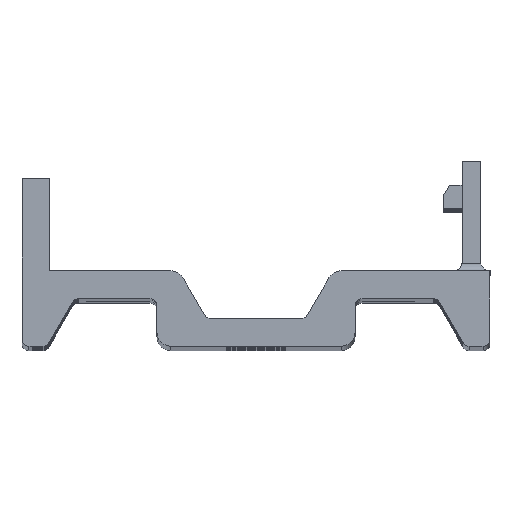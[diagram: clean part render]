
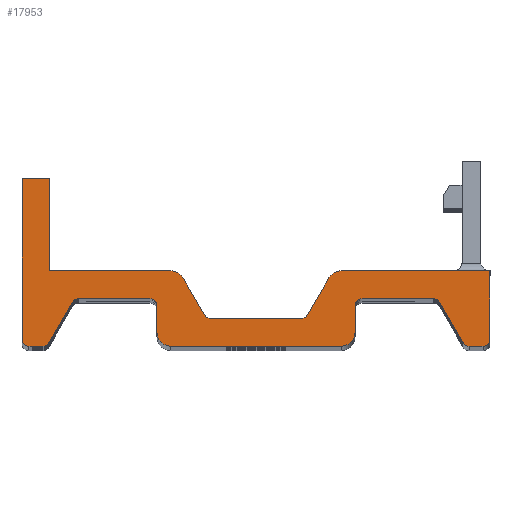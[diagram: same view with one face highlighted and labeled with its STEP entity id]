
A CAD part, top view. The second image highlights one B-rep face of the part: STEP entity #17953.
In plain terms, the highlighted planar face has unit normal (0, 0, 1).
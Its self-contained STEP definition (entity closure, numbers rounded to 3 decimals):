
#69=DIRECTION('',(0.,1.,0.));
#70=VECTOR('',#69,6.6);
#71=CARTESIAN_POINT('',(-14.775,5.4,42.));
#72=LINE('',#71,#70);
#445=DIRECTION('',(1.,0.,0.));
#446=VECTOR('',#445,2.);
#447=CARTESIAN_POINT('',(-16.775,12.,42.));
#448=LINE('',#447,#446);
#453=DIRECTION('',(0.,-1.,0.));
#454=VECTOR('',#453,11.5);
#455=CARTESIAN_POINT('',(-16.775,12.,42.));
#456=LINE('',#455,#454);
#669=CARTESIAN_POINT('',(-16.275,0.5,42.));
#670=DIRECTION('',(0.,0.,-1.));
#671=DIRECTION('',(0.,-1.,0.));
#672=AXIS2_PLACEMENT_3D('',#669,#670,#671);
#687=DIRECTION('',(1.,0.,0.));
#688=VECTOR('',#687,1.);
#689=CARTESIAN_POINT('',(-16.275,0.,42.));
#690=LINE('',#689,#688);
#847=CARTESIAN_POINT('',(-15.275,0.5,42.));
#848=DIRECTION('',(0.,0.,-1.));
#849=DIRECTION('',(0.866,-0.5,0.));
#850=AXIS2_PLACEMENT_3D('',#847,#848,#849);
#865=DIRECTION('',(0.5,0.866,0.));
#866=VECTOR('',#865,3.349);
#867=CARTESIAN_POINT('',(-14.842,0.25,42.));
#868=LINE('',#867,#866);
#873=CARTESIAN_POINT('',(-12.735,2.9,42.));
#874=DIRECTION('',(0.,0.,1.));
#875=DIRECTION('',(0.,1.,0.));
#876=AXIS2_PLACEMENT_3D('',#873,#874,#875);
#891=DIRECTION('',(1.,0.,0.));
#892=VECTOR('',#891,5.135);
#893=CARTESIAN_POINT('',(-12.735,3.4,42.));
#894=LINE('',#893,#892);
#1191=CARTESIAN_POINT('',(-7.6,2.9,42.));
#1192=DIRECTION('',(0.,0.,1.));
#1193=DIRECTION('',(1.,0.,0.));
#1194=AXIS2_PLACEMENT_3D('',#1191,#1192,#1193);
#1204=DIRECTION('',(0.,-1.,0.));
#1205=VECTOR('',#1204,1.9);
#1206=CARTESIAN_POINT('',(-7.1,2.9,42.));
#1207=LINE('',#1206,#1205);
#1220=CARTESIAN_POINT('',(-6.1,1.,42.));
#1221=DIRECTION('',(0.,0.,-1.));
#1222=DIRECTION('',(0.,-1.,0.));
#1223=AXIS2_PLACEMENT_3D('',#1220,#1221,#1222);
#1238=DIRECTION('',(1.,0.,0.));
#1239=VECTOR('',#1238,12.2);
#1240=CARTESIAN_POINT('',(-6.1,0.,42.));
#1241=LINE('',#1240,#1239);
#1428=CARTESIAN_POINT('',(6.1,1.,42.));
#1429=DIRECTION('',(0.,0.,-1.));
#1430=DIRECTION('',(1.,0.,0.));
#1431=AXIS2_PLACEMENT_3D('',#1428,#1429,#1430);
#1446=DIRECTION('',(0.,1.,0.));
#1447=VECTOR('',#1446,1.9);
#1448=CARTESIAN_POINT('',(7.1,1.,42.));
#1449=LINE('',#1448,#1447);
#1462=CARTESIAN_POINT('',(7.6,2.9,42.));
#1463=DIRECTION('',(0.,0.,1.));
#1464=DIRECTION('',(0.,1.,0.));
#1465=AXIS2_PLACEMENT_3D('',#1462,#1463,#1464);
#1475=DIRECTION('',(1.,0.,0.));
#1476=VECTOR('',#1475,5.135);
#1477=CARTESIAN_POINT('',(7.6,3.4,42.));
#1478=LINE('',#1477,#1476);
#1671=CARTESIAN_POINT('',(12.735,2.9,42.));
#1672=DIRECTION('',(0.,0.,-1.));
#1673=DIRECTION('',(0.,1.,0.));
#1674=AXIS2_PLACEMENT_3D('',#1671,#1672,#1673);
#1689=DIRECTION('',(0.5,-0.866,0.));
#1690=VECTOR('',#1689,3.349);
#1691=CARTESIAN_POINT('',(13.168,3.15,42.));
#1692=LINE('',#1691,#1690);
#1697=CARTESIAN_POINT('',(15.275,0.5,42.));
#1698=DIRECTION('',(0.,0.,-1.));
#1699=DIRECTION('',(0.,-1.,0.));
#1700=AXIS2_PLACEMENT_3D('',#1697,#1698,#1699);
#1763=DIRECTION('',(1.,0.,0.));
#1764=VECTOR('',#1763,1.);
#1765=CARTESIAN_POINT('',(15.275,0.,42.));
#1766=LINE('',#1765,#1764);
#1767=CARTESIAN_POINT('',(16.275,0.5,42.));
#1768=DIRECTION('',(0.,0.,-1.));
#1769=DIRECTION('',(1.,0.,0.));
#1770=AXIS2_PLACEMENT_3D('',#1767,#1768,#1769);
#1785=DIRECTION('',(0.,1.,0.));
#1786=VECTOR('',#1785,4.9);
#1787=CARTESIAN_POINT('',(16.775,0.5,42.));
#1788=LINE('',#1787,#1786);
#1789=DIRECTION('',(-1.,0.,0.));
#1790=VECTOR('',#1789,10.675);
#1791=CARTESIAN_POINT('',(16.775,5.4,42.));
#1792=LINE('',#1791,#1790);
#2053=CARTESIAN_POINT('',(6.1,4.4,42.));
#2054=DIRECTION('',(0.,0.,-1.));
#2055=DIRECTION('',(-0.866,0.5,0.));
#2056=AXIS2_PLACEMENT_3D('',#2053,#2054,#2055);
#2119=DIRECTION('',(-0.5,-0.866,0.));
#2120=VECTOR('',#2119,3.06);
#2121=CARTESIAN_POINT('',(5.234,4.9,42.));
#2122=LINE('',#2121,#2120);
#2127=CARTESIAN_POINT('',(3.271,2.5,42.));
#2128=DIRECTION('',(0.,0.,1.));
#2129=DIRECTION('',(0.,-1.,0.));
#2130=AXIS2_PLACEMENT_3D('',#2127,#2128,#2129);
#2145=DIRECTION('',(-1.,0.,0.));
#2146=VECTOR('',#2145,6.542);
#2147=CARTESIAN_POINT('',(3.271,2.,42.));
#2148=LINE('',#2147,#2146);
#2154=CARTESIAN_POINT('',(-3.271,2.5,42.));
#2155=DIRECTION('',(0.,0.,-1.));
#2156=DIRECTION('',(0.,-1.,0.));
#2157=AXIS2_PLACEMENT_3D('',#2154,#2155,#2156);
#2172=DIRECTION('',(-0.5,0.866,0.));
#2173=VECTOR('',#2172,3.06);
#2174=CARTESIAN_POINT('',(-3.704,2.25,42.));
#2175=LINE('',#2174,#2173);
#2180=CARTESIAN_POINT('',(-6.1,4.4,42.));
#2181=DIRECTION('',(0.,0.,-1.));
#2182=DIRECTION('',(0.,1.,0.));
#2183=AXIS2_PLACEMENT_3D('',#2180,#2181,#2182);
#2246=DIRECTION('',(-1.,0.,0.));
#2247=VECTOR('',#2246,8.675);
#2248=CARTESIAN_POINT('',(-6.1,5.4,42.));
#2249=LINE('',#2248,#2247);
#17524=CARTESIAN_POINT('',(-16.775,12.,42.));
#17525=CARTESIAN_POINT('',(-16.775,0.5,42.));
#17526=VERTEX_POINT('',#17524);
#17527=VERTEX_POINT('',#17525);
#17528=CARTESIAN_POINT('',(-16.275,0.,42.));
#17529=CARTESIAN_POINT('',(-15.275,0.,42.));
#17530=VERTEX_POINT('',#17528);
#17531=VERTEX_POINT('',#17529);
#17532=CARTESIAN_POINT('',(-12.735,3.4,42.));
#17533=CARTESIAN_POINT('',(-7.6,3.4,42.));
#17534=VERTEX_POINT('',#17532);
#17535=VERTEX_POINT('',#17533);
#17536=CARTESIAN_POINT('',(-7.1,2.9,42.));
#17537=CARTESIAN_POINT('',(-7.1,1.,42.));
#17538=VERTEX_POINT('',#17536);
#17539=VERTEX_POINT('',#17537);
#17540=CARTESIAN_POINT('',(-6.1,0.,42.));
#17541=CARTESIAN_POINT('',(6.1,0.,42.));
#17542=VERTEX_POINT('',#17540);
#17543=VERTEX_POINT('',#17541);
#17544=CARTESIAN_POINT('',(7.1,1.,42.));
#17545=CARTESIAN_POINT('',(7.1,2.9,42.));
#17546=VERTEX_POINT('',#17544);
#17547=VERTEX_POINT('',#17545);
#17548=CARTESIAN_POINT('',(7.6,3.4,42.));
#17549=CARTESIAN_POINT('',(12.735,3.4,42.));
#17550=VERTEX_POINT('',#17548);
#17551=VERTEX_POINT('',#17549);
#17552=CARTESIAN_POINT('',(15.275,0.,42.));
#17553=CARTESIAN_POINT('',(16.275,0.,42.));
#17554=VERTEX_POINT('',#17552);
#17555=VERTEX_POINT('',#17553);
#17556=CARTESIAN_POINT('',(16.775,0.5,42.));
#17557=CARTESIAN_POINT('',(16.775,5.4,42.));
#17558=VERTEX_POINT('',#17556);
#17559=VERTEX_POINT('',#17557);
#17560=CARTESIAN_POINT('',(6.1,5.4,42.));
#17561=VERTEX_POINT('',#17560);
#17562=CARTESIAN_POINT('',(3.271,2.,42.));
#17563=CARTESIAN_POINT('',(-3.271,2.,42.));
#17564=VERTEX_POINT('',#17562);
#17565=VERTEX_POINT('',#17563);
#17566=CARTESIAN_POINT('',(-6.1,5.4,42.));
#17567=CARTESIAN_POINT('',(-14.775,5.4,42.));
#17568=VERTEX_POINT('',#17566);
#17569=VERTEX_POINT('',#17567);
#17570=CARTESIAN_POINT('',(-14.775,12.,42.));
#17571=VERTEX_POINT('',#17570);
#17572=CARTESIAN_POINT('',(-5.234,4.9,42.));
#17573=VERTEX_POINT('',#17572);
#17574=CARTESIAN_POINT('',(5.234,4.9,42.));
#17575=VERTEX_POINT('',#17574);
#17576=CARTESIAN_POINT('',(14.842,0.25,42.));
#17577=VERTEX_POINT('',#17576);
#17578=CARTESIAN_POINT('',(-14.842,0.25,42.));
#17579=VERTEX_POINT('',#17578);
#17580=CARTESIAN_POINT('',(13.168,3.15,42.));
#17581=VERTEX_POINT('',#17580);
#17582=CARTESIAN_POINT('',(3.704,2.25,42.));
#17583=VERTEX_POINT('',#17582);
#17584=CARTESIAN_POINT('',(-3.704,2.25,42.));
#17585=VERTEX_POINT('',#17584);
#17586=CARTESIAN_POINT('',(-13.168,3.15,42.));
#17587=VERTEX_POINT('',#17586);
#17883=CARTESIAN_POINT('',(16.775,13.25,42.));
#17884=DIRECTION('',(0.,0.,-1.));
#17885=DIRECTION('',(-1.,0.,0.));
#17886=AXIS2_PLACEMENT_3D('',#17883,#17884,#17885);
#17887=PLANE('',#17886);
#17889=ORIENTED_EDGE('',*,*,#17888,.T.);
#17890=ORIENTED_EDGE('',*,*,#17665,.F.);
#17892=ORIENTED_EDGE('',*,*,#17891,.F.);
#17894=ORIENTED_EDGE('',*,*,#17893,.T.);
#17896=ORIENTED_EDGE('',*,*,#17895,.F.);
#17898=ORIENTED_EDGE('',*,*,#17897,.F.);
#17900=ORIENTED_EDGE('',*,*,#17899,.F.);
#17902=ORIENTED_EDGE('',*,*,#17901,.T.);
#17904=ORIENTED_EDGE('',*,*,#17903,.F.);
#17906=ORIENTED_EDGE('',*,*,#17905,.T.);
#17908=ORIENTED_EDGE('',*,*,#17907,.F.);
#17910=ORIENTED_EDGE('',*,*,#17909,.F.);
#17912=ORIENTED_EDGE('',*,*,#17911,.T.);
#17914=ORIENTED_EDGE('',*,*,#17913,.F.);
#17916=ORIENTED_EDGE('',*,*,#17915,.T.);
#17918=ORIENTED_EDGE('',*,*,#17917,.F.);
#17920=ORIENTED_EDGE('',*,*,#17919,.F.);
#17922=ORIENTED_EDGE('',*,*,#17921,.F.);
#17924=ORIENTED_EDGE('',*,*,#17923,.T.);
#17926=ORIENTED_EDGE('',*,*,#17925,.F.);
#17928=ORIENTED_EDGE('',*,*,#17927,.T.);
#17930=ORIENTED_EDGE('',*,*,#17929,.F.);
#17932=ORIENTED_EDGE('',*,*,#17931,.T.);
#17934=ORIENTED_EDGE('',*,*,#17933,.F.);
#17936=ORIENTED_EDGE('',*,*,#17935,.T.);
#17938=ORIENTED_EDGE('',*,*,#17937,.F.);
#17940=ORIENTED_EDGE('',*,*,#17939,.T.);
#17942=ORIENTED_EDGE('',*,*,#17941,.F.);
#17944=ORIENTED_EDGE('',*,*,#17943,.T.);
#17946=ORIENTED_EDGE('',*,*,#17945,.F.);
#17948=ORIENTED_EDGE('',*,*,#17947,.T.);
#17950=ORIENTED_EDGE('',*,*,#17949,.F.);
#17951=EDGE_LOOP('',(#17889,#17890,#17892,#17894,#17896,#17898,#17900,#17902,
#17904,#17906,#17908,#17910,#17912,#17914,#17916,#17918,#17920,#17922,#17924,
#17926,#17928,#17930,#17932,#17934,#17936,#17938,#17940,#17942,#17944,#17946,
#17948,#17950));
#17952=FACE_OUTER_BOUND('',#17951,.F.);
#17953=ADVANCED_FACE('',(#17952),#17887,.F.);
#673=CIRCLE('',#672,0.5);
#851=CIRCLE('',#850,0.5);
#877=CIRCLE('',#876,0.5);
#1195=CIRCLE('',#1194,0.5);
#1224=CIRCLE('',#1223,1.);
#1432=CIRCLE('',#1431,1.);
#1466=CIRCLE('',#1465,0.5);
#1675=CIRCLE('',#1674,0.5);
#1701=CIRCLE('',#1700,0.5);
#1771=CIRCLE('',#1770,0.5);
#2057=CIRCLE('',#2056,1.);
#2131=CIRCLE('',#2130,0.5);
#2158=CIRCLE('',#2157,0.5);
#2184=CIRCLE('',#2183,1.);
#17665=EDGE_CURVE('',#17569,#17571,#72,.T.);
#17888=EDGE_CURVE('',#17526,#17571,#448,.T.);
#17891=EDGE_CURVE('',#17568,#17569,#2249,.T.);
#17893=EDGE_CURVE('',#17568,#17573,#2184,.T.);
#17895=EDGE_CURVE('',#17585,#17573,#2175,.T.);
#17897=EDGE_CURVE('',#17565,#17585,#2158,.T.);
#17899=EDGE_CURVE('',#17564,#17565,#2148,.T.);
#17901=EDGE_CURVE('',#17564,#17583,#2131,.T.);
#17903=EDGE_CURVE('',#17575,#17583,#2122,.T.);
#17905=EDGE_CURVE('',#17575,#17561,#2057,.T.);
#17907=EDGE_CURVE('',#17559,#17561,#1792,.T.);
#17909=EDGE_CURVE('',#17558,#17559,#1788,.T.);
#17911=EDGE_CURVE('',#17558,#17555,#1771,.T.);
#17913=EDGE_CURVE('',#17554,#17555,#1766,.T.);
#17915=EDGE_CURVE('',#17554,#17577,#1701,.T.);
#17917=EDGE_CURVE('',#17581,#17577,#1692,.T.);
#17919=EDGE_CURVE('',#17551,#17581,#1675,.T.);
#17921=EDGE_CURVE('',#17550,#17551,#1478,.T.);
#17923=EDGE_CURVE('',#17550,#17547,#1466,.T.);
#17925=EDGE_CURVE('',#17546,#17547,#1449,.T.);
#17927=EDGE_CURVE('',#17546,#17543,#1432,.T.);
#17929=EDGE_CURVE('',#17542,#17543,#1241,.T.);
#17931=EDGE_CURVE('',#17542,#17539,#1224,.T.);
#17933=EDGE_CURVE('',#17538,#17539,#1207,.T.);
#17935=EDGE_CURVE('',#17538,#17535,#1195,.T.);
#17937=EDGE_CURVE('',#17534,#17535,#894,.T.);
#17939=EDGE_CURVE('',#17534,#17587,#877,.T.);
#17941=EDGE_CURVE('',#17579,#17587,#868,.T.);
#17943=EDGE_CURVE('',#17579,#17531,#851,.T.);
#17945=EDGE_CURVE('',#17530,#17531,#690,.T.);
#17947=EDGE_CURVE('',#17530,#17527,#673,.T.);
#17949=EDGE_CURVE('',#17526,#17527,#456,.T.);
